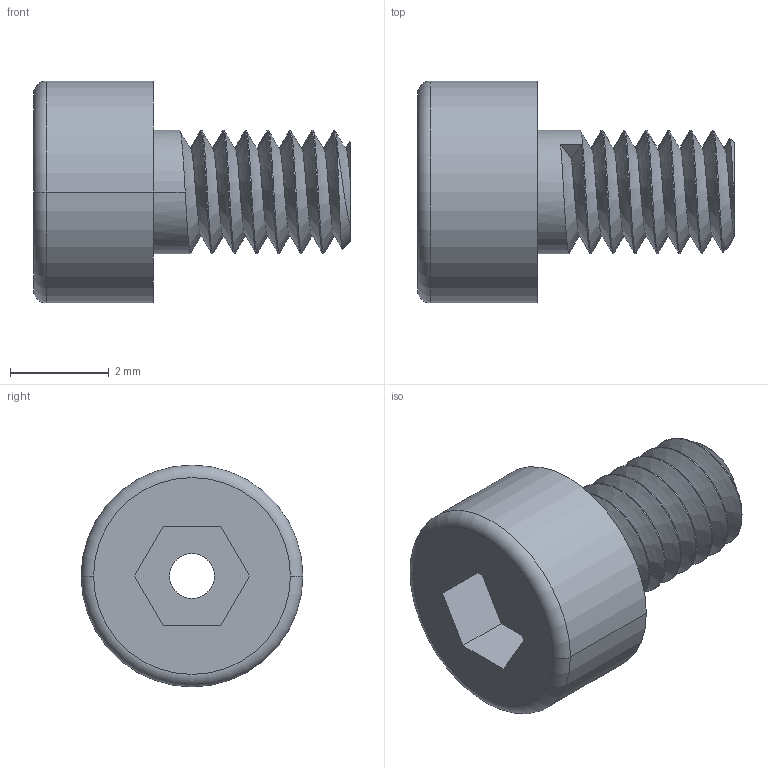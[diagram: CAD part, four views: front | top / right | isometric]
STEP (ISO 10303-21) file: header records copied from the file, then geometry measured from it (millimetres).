
FILE_DESCRIPTION((''),'2;1');
FILE_NAME('MC-254','2020-10-14T',('SYSTEM'),(''),'PRO/ENGINEER BY PARAMETRIC TECHNOLOGY CORPORATION, 2016360','PRO/ENGINEER BY PARAMETRIC TECHNOLOGY CORPORATION, 2016360','');
FILE_SCHEMA(('AUTOMOTIVE_DESIGN { 1 0 10303 214 1 1 1 1 }'));
Length unit declared in the file: millimetre
Products named in the file (1): MC-254
Bounding box: 6.43 x 4.5 x 4.5 mm (x, y, z)
Volume: 46.6 mm3; surface area: 132.9 mm2
Topology: 1 solids, 1 shells, 35 faces, 90 edges, 59 vertices
Faces by surface type: cylinder 17, plane 11, bspline 4, torus 2, cone 1
Entity records: 3177 total; most frequent: CARTESIAN_POINT 2214, ORIENTED_EDGE 180, DIRECTION 134, COLOUR_RGB 110, EDGE_CURVE 90, VERTEX_POINT 59, AXIS2_PLACEMENT_3D 47, VECTOR 40
